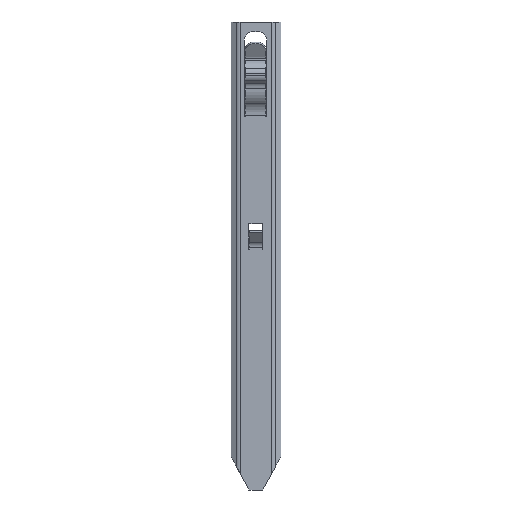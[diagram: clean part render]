
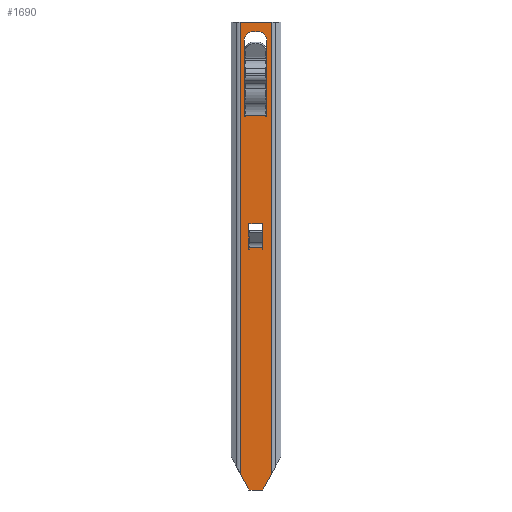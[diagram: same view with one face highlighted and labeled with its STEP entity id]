
A CAD part, left-side view. The second image highlights one B-rep face of the part: STEP entity #1690.
In plain terms, the highlighted planar face has unit normal (-1, 0, 0).
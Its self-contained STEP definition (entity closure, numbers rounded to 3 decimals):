
#21=FACE_BOUND('',#311,.T.);
#22=FACE_BOUND('',#312,.T.);
#100=PLANE('',#1865);
#204=FACE_OUTER_BOUND('',#310,.T.);
#310=EDGE_LOOP('',(#1533,#1534,#1535,#1536,#1537,#1538));
#311=EDGE_LOOP('',(#1539,#1540,#1541,#1542,#1543,#1544,#1545,#1546,#1547,
#1548));
#312=EDGE_LOOP('',(#1549,#1550,#1551,#1552,#1553,#1554,#1555,#1556));
#317=LINE('',#2372,#503);
#323=LINE('',#2387,#509);
#413=LINE('',#2632,#599);
#416=LINE('',#2638,#602);
#418=LINE('',#2641,#604);
#436=LINE('',#2678,#622);
#438=LINE('',#2682,#624);
#454=LINE('',#2721,#640);
#456=LINE('',#2725,#642);
#458=LINE('',#2729,#644);
#459=LINE('',#2732,#645);
#461=LINE('',#2736,#647);
#463=LINE('',#2743,#649);
#468=LINE('',#2754,#654);
#470=LINE('',#2758,#656);
#472=LINE('',#2761,#658);
#477=LINE('',#2775,#663);
#478=LINE('',#2777,#664);
#480=LINE('',#2783,#666);
#494=LINE('',#2814,#680);
#499=LINE('',#2827,#685);
#500=LINE('',#2828,#686);
#503=VECTOR('',#1880,10.);
#509=VECTOR('',#1894,10.);
#599=VECTOR('',#2166,10.);
#602=VECTOR('',#2171,10.);
#604=VECTOR('',#2175,10.);
#622=VECTOR('',#2197,10.);
#624=VECTOR('',#2201,10.);
#640=VECTOR('',#2243,10.);
#642=VECTOR('',#2247,10.);
#644=VECTOR('',#2251,10.);
#645=VECTOR('',#2254,10.);
#647=VECTOR('',#2258,10.);
#649=VECTOR('',#2264,10.);
#654=VECTOR('',#2273,10.);
#656=VECTOR('',#2277,10.);
#658=VECTOR('',#2281,10.);
#663=VECTOR('',#2292,10.);
#664=VECTOR('',#2295,10.);
#666=VECTOR('',#2301,10.);
#680=VECTOR('',#2335,10.);
#685=VECTOR('',#2354,10.);
#686=VECTOR('',#2355,10.);
#687=CIRCLE('',#1717,5.);
#689=CIRCLE('',#1721,5.);
#731=VERTEX_POINT('',#2362);
#732=VERTEX_POINT('',#2363);
#735=VERTEX_POINT('',#2371);
#737=VERTEX_POINT('',#2377);
#738=VERTEX_POINT('',#2378);
#803=VERTEX_POINT('',#2621);
#804=VERTEX_POINT('',#2625);
#806=VERTEX_POINT('',#2636);
#823=VERTEX_POINT('',#2677);
#824=VERTEX_POINT('',#2681);
#832=VERTEX_POINT('',#2706);
#833=VERTEX_POINT('',#2710);
#835=VERTEX_POINT('',#2723);
#836=VERTEX_POINT('',#2727);
#837=VERTEX_POINT('',#2731);
#838=VERTEX_POINT('',#2735);
#839=VERTEX_POINT('',#2739);
#841=VERTEX_POINT('',#2742);
#845=VERTEX_POINT('',#2753);
#846=VERTEX_POINT('',#2757);
#848=VERTEX_POINT('',#2764);
#852=VERTEX_POINT('',#2773);
#854=VERTEX_POINT('',#2781);
#861=VERTEX_POINT('',#2813);
#863=EDGE_CURVE('',#731,#732,#687,.T.);
#867=EDGE_CURVE('',#735,#732,#317,.T.);
#870=EDGE_CURVE('',#737,#738,#689,.T.);
#875=EDGE_CURVE('',#731,#738,#323,.T.);
#997=EDGE_CURVE('',#803,#804,#413,.T.);
#1000=EDGE_CURVE('',#804,#806,#416,.T.);
#1002=EDGE_CURVE('',#806,#735,#418,.T.);
#1020=EDGE_CURVE('',#823,#803,#436,.T.);
#1022=EDGE_CURVE('',#824,#823,#438,.T.);
#1042=EDGE_CURVE('',#832,#833,#454,.T.);
#1044=EDGE_CURVE('',#833,#835,#456,.T.);
#1046=EDGE_CURVE('',#835,#836,#458,.T.);
#1047=EDGE_CURVE('',#837,#832,#459,.T.);
#1049=EDGE_CURVE('',#838,#837,#461,.T.);
#1052=EDGE_CURVE('',#841,#839,#463,.T.);
#1058=EDGE_CURVE('',#845,#838,#468,.T.);
#1060=EDGE_CURVE('',#846,#845,#470,.T.);
#1062=EDGE_CURVE('',#836,#846,#472,.T.);
#1069=EDGE_CURVE('',#848,#852,#477,.T.);
#1070=EDGE_CURVE('',#737,#824,#478,.T.);
#1073=EDGE_CURVE('',#839,#854,#480,.T.);
#1088=EDGE_CURVE('',#848,#861,#494,.T.);
#1095=EDGE_CURVE('',#854,#861,#499,.T.);
#1096=EDGE_CURVE('',#841,#852,#500,.T.);
#1533=ORIENTED_EDGE('',*,*,#1052,.T.);
#1534=ORIENTED_EDGE('',*,*,#1073,.T.);
#1535=ORIENTED_EDGE('',*,*,#1095,.T.);
#1536=ORIENTED_EDGE('',*,*,#1088,.F.);
#1537=ORIENTED_EDGE('',*,*,#1069,.T.);
#1538=ORIENTED_EDGE('',*,*,#1096,.F.);
#1539=ORIENTED_EDGE('',*,*,#867,.T.);
#1540=ORIENTED_EDGE('',*,*,#863,.F.);
#1541=ORIENTED_EDGE('',*,*,#875,.T.);
#1542=ORIENTED_EDGE('',*,*,#870,.F.);
#1543=ORIENTED_EDGE('',*,*,#1070,.T.);
#1544=ORIENTED_EDGE('',*,*,#1022,.T.);
#1545=ORIENTED_EDGE('',*,*,#1020,.T.);
#1546=ORIENTED_EDGE('',*,*,#997,.T.);
#1547=ORIENTED_EDGE('',*,*,#1000,.T.);
#1548=ORIENTED_EDGE('',*,*,#1002,.T.);
#1549=ORIENTED_EDGE('',*,*,#1062,.T.);
#1550=ORIENTED_EDGE('',*,*,#1060,.T.);
#1551=ORIENTED_EDGE('',*,*,#1058,.T.);
#1552=ORIENTED_EDGE('',*,*,#1049,.T.);
#1553=ORIENTED_EDGE('',*,*,#1047,.T.);
#1554=ORIENTED_EDGE('',*,*,#1042,.T.);
#1555=ORIENTED_EDGE('',*,*,#1044,.T.);
#1556=ORIENTED_EDGE('',*,*,#1046,.T.);
#1690=ADVANCED_FACE('',(#204,#21,#22),#100,.T.);
#1717=AXIS2_PLACEMENT_3D('',#2364,#1872,#1873);
#1721=AXIS2_PLACEMENT_3D('',#2379,#1885,#1886);
#1865=AXIS2_PLACEMENT_3D('',#2826,#2352,#2353);
#1872=DIRECTION('center_axis',(-1.,0.,0.));
#1873=DIRECTION('ref_axis',(0.,0.707,0.707));
#1880=DIRECTION('',(0.,0.,1.));
#1885=DIRECTION('center_axis',(-1.,0.,0.));
#1886=DIRECTION('ref_axis',(0.,-0.707,0.707));
#1894=DIRECTION('',(0.,-1.,0.));
#2166=DIRECTION('',(0.,1.,0.));
#2171=DIRECTION('',(0.,0.,-1.));
#2175=DIRECTION('',(0.,1.,0.));
#2197=DIRECTION('',(0.,0.,1.));
#2201=DIRECTION('',(0.,1.,0.));
#2243=DIRECTION('',(0.,1.,0.));
#2247=DIRECTION('',(0.,0.,-1.));
#2251=DIRECTION('',(0.,1.,0.));
#2254=DIRECTION('',(0.,0.,1.));
#2258=DIRECTION('',(0.,1.,0.));
#2264=DIRECTION('',(0.,-0.475,0.88));
#2273=DIRECTION('',(0.,0.,-1.));
#2277=DIRECTION('',(0.,-1.,0.));
#2281=DIRECTION('',(0.,0.,1.));
#2292=DIRECTION('',(0.,-0.468,-0.884));
#2295=DIRECTION('',(0.,0.,-1.));
#2301=DIRECTION('',(0.,0.,1.));
#2335=DIRECTION('',(0.,0.,1.));
#2352=DIRECTION('center_axis',(-1.,0.,0.));
#2353=DIRECTION('ref_axis',(0.,0.,1.));
#2354=DIRECTION('',(0.,1.,0.));
#2355=DIRECTION('',(0.,1.,0.));
#2362=CARTESIAN_POINT('',(-2.553,11.496,275.296));
#2363=CARTESIAN_POINT('',(-2.553,16.496,270.296));
#2364=CARTESIAN_POINT('Origin',(-2.553,11.496,270.296));
#2371=CARTESIAN_POINT('',(-2.553,16.496,224.525));
#2372=CARTESIAN_POINT('',(-2.553,16.496,113.354));
#2377=CARTESIAN_POINT('',(-2.553,3.127,270.296));
#2378=CARTESIAN_POINT('',(-2.553,8.127,275.296));
#2379=CARTESIAN_POINT('Origin',(-2.553,8.127,270.296));
#2387=CARTESIAN_POINT('',(-2.553,8.248,275.296));
#2621=CARTESIAN_POINT('',(-2.553,3.627,225.525));
#2625=CARTESIAN_POINT('',(-2.553,15.996,225.525));
#2632=CARTESIAN_POINT('',(-2.553,1.564,225.525));
#2636=CARTESIAN_POINT('',(-2.553,15.996,224.525));
#2638=CARTESIAN_POINT('',(-2.553,15.996,112.854));
#2641=CARTESIAN_POINT('',(-2.553,8.248,224.525));
#2677=CARTESIAN_POINT('',(-2.553,3.627,224.525));
#2678=CARTESIAN_POINT('',(-2.553,3.627,113.354));
#2681=CARTESIAN_POINT('',(-2.553,3.127,224.525));
#2682=CARTESIAN_POINT('',(-2.553,1.814,224.525));
#2706=CARTESIAN_POINT('',(-2.553,5.619,146.116));
#2710=CARTESIAN_POINT('',(-2.553,13.579,146.116));
#2721=CARTESIAN_POINT('',(-2.553,2.71,146.116));
#2723=CARTESIAN_POINT('',(-2.553,13.579,145.116));
#2725=CARTESIAN_POINT('',(-2.553,13.579,73.15));
#2727=CARTESIAN_POINT('',(-2.553,13.779,145.116));
#2729=CARTESIAN_POINT('',(-2.553,6.889,145.116));
#2731=CARTESIAN_POINT('',(-2.553,5.619,145.116));
#2732=CARTESIAN_POINT('',(-2.553,5.619,73.65));
#2735=CARTESIAN_POINT('',(-2.553,5.419,145.116));
#2736=CARTESIAN_POINT('',(-2.553,2.81,145.116));
#2739=CARTESIAN_POINT('',(-2.553,0.,11.223));
#2742=CARTESIAN_POINT('',(-2.553,5.419,1.184));
#2743=CARTESIAN_POINT('',(-2.553,4.808,2.317));
#2753=CARTESIAN_POINT('',(-2.553,5.419,160.612));
#2754=CARTESIAN_POINT('',(-2.553,5.419,73.15));
#2757=CARTESIAN_POINT('',(-2.553,13.779,160.612));
#2758=CARTESIAN_POINT('',(-2.553,6.889,160.612));
#2761=CARTESIAN_POINT('',(-2.553,13.779,73.65));
#2764=CARTESIAN_POINT('',(-2.553,19.,11.036));
#2773=CARTESIAN_POINT('',(-2.553,13.779,1.184));
#2775=CARTESIAN_POINT('',(-2.553,17.58,8.356));
#2777=CARTESIAN_POINT('',(-2.553,3.127,112.854));
#2781=CARTESIAN_POINT('',(-2.553,0.,281.184));
#2783=CARTESIAN_POINT('',(-2.553,0.,1.184));
#2813=CARTESIAN_POINT('',(-2.553,19.,281.184));
#2814=CARTESIAN_POINT('',(-2.553,19.,1.184));
#2826=CARTESIAN_POINT('Origin',(-2.553,0.,1.184));
#2827=CARTESIAN_POINT('',(-2.553,0.,281.184));
#2828=CARTESIAN_POINT('',(-2.553,0.,1.184));
